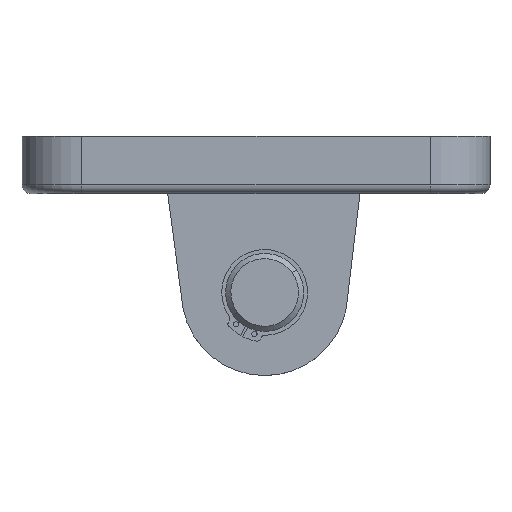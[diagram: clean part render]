
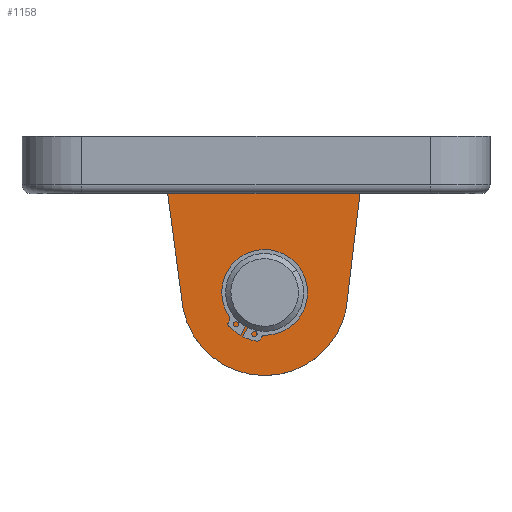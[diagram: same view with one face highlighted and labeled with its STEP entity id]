
A CAD part, front view. The second image highlights one B-rep face of the part: STEP entity #1158.
In plain terms, the highlighted planar face has unit normal (0, -1, 0).
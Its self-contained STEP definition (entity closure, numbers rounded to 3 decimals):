
#138 = FACE_OUTER_BOUND ( 'NONE', #1998, .T. ) ;
#141 = FACE_BOUND ( 'NONE', #2574, .T. ) ;
#202 = LINE ( 'NONE', #2097, #215 ) ;
#214 = VECTOR ( 'NONE', #2114, 1000. ) ;
#215 = VECTOR ( 'NONE', #2120, 1000. ) ;
#216 = LINE ( 'NONE', #2113, #214 ) ;
#219 = CIRCLE ( 'NONE', #1385, 32. ) ;
#227 = CIRCLE ( 'NONE', #1390, 15. ) ;
#391 = CIRCLE ( 'NONE', #1445, 32. ) ;
#392 = LINE ( 'NONE', #1582, #401 ) ;
#401 = VECTOR ( 'NONE', #1598, 1000. ) ;
#411 = CIRCLE ( 'NONE', #1457, 15. ) ;
#507 = VERTEX_POINT ( 'NONE', #657 ) ;
#518 = CARTESIAN_POINT ( 'NONE',  ( 93.335, 5., -53. ) ) ;
#557 = VERTEX_POINT ( 'NONE', #746 ) ;
#559 = CARTESIAN_POINT ( 'NONE',  ( 124.712, 5., -44.283 ) ) ;
#603 = CARTESIAN_POINT ( 'NONE',  ( 61.933, 5., -44.157 ) ) ;
#605 = CARTESIAN_POINT ( 'NONE',  ( 93.335, 5., -70. ) ) ;
#657 = CARTESIAN_POINT ( 'NONE',  ( 56.018, 5., 0. ) ) ;
#746 = CARTESIAN_POINT ( 'NONE',  ( 129.982, 5., 0. ) ) ;
#747 = VERTEX_POINT ( 'NONE', #834 ) ;
#788 = VERTEX_POINT ( 'NONE', #518 ) ;
#834 = CARTESIAN_POINT ( 'NONE',  ( 93.335, 5., -23. ) ) ;
#835 = VERTEX_POINT ( 'NONE', #559 ) ;
#851 = VERTEX_POINT ( 'NONE', #605 ) ;
#854 = VERTEX_POINT ( 'NONE', #603 ) ;
#1158 = ADVANCED_FACE ( 'NONE', ( #138, #141 ), #2704, .F. ) ;
#1230 = EDGE_CURVE ( 'NONE', #854, #507, #202, .T. ) ;
#1231 = EDGE_CURVE ( 'NONE', #835, #851, #219, .T. ) ;
#1232 = EDGE_CURVE ( 'NONE', #557, #835, #216, .T. ) ;
#1237 = EDGE_CURVE ( 'NONE', #747, #788, #227, .T. ) ;
#1356 = AXIS2_PLACEMENT_3D ( 'NONE', #2706, #2705, #2690 ) ;
#1385 = AXIS2_PLACEMENT_3D ( 'NONE', #2122, #2118, #2115 ) ;
#1390 = AXIS2_PLACEMENT_3D ( 'NONE', #2078, #2074, #2072 ) ;
#1445 = AXIS2_PLACEMENT_3D ( 'NONE', #1564, #1569, #1570 ) ;
#1457 = AXIS2_PLACEMENT_3D ( 'NONE', #1601, #1618, #1617 ) ;
#1564 = CARTESIAN_POINT ( 'NONE',  ( 93.335, 5., -38. ) ) ;
#1569 = DIRECTION ( 'NONE',  ( 0., 1., 0. ) ) ;
#1570 = DIRECTION ( 'NONE',  ( 0., 0., 1. ) ) ;
#1582 = CARTESIAN_POINT ( 'NONE',  ( 56.018, 5., 0. ) ) ;
#1598 = DIRECTION ( 'NONE',  ( 1., 0., 0. ) ) ;
#1601 = CARTESIAN_POINT ( 'NONE',  ( 93.335, 5., -38. ) ) ;
#1617 = DIRECTION ( 'NONE',  ( 0., 0., 1. ) ) ;
#1618 = DIRECTION ( 'NONE',  ( 0., 1., 0. ) ) ;
#1898 = ORIENTED_EDGE ( 'NONE', *, *, #1232, .F. ) ;
#1906 = ORIENTED_EDGE ( 'NONE', *, *, #2724, .F. ) ;
#1966 = ORIENTED_EDGE ( 'NONE', *, *, #2738, .T. ) ;
#1998 = EDGE_LOOP ( 'NONE', ( #2218, #1898, #2200, #2159, #1906 ) ) ;
#2072 = DIRECTION ( 'NONE',  ( 0., 0., 1. ) ) ;
#2074 = DIRECTION ( 'NONE',  ( 0., 1., 0. ) ) ;
#2078 = CARTESIAN_POINT ( 'NONE',  ( 93.335, 5., -38. ) ) ;
#2097 = CARTESIAN_POINT ( 'NONE',  ( 56.018, 5., 0. ) ) ;
#2113 = CARTESIAN_POINT ( 'NONE',  ( 129.982, 5., 0. ) ) ;
#2114 = DIRECTION ( 'NONE',  ( -0.118, 0., -0.993 ) ) ;
#2115 = DIRECTION ( 'NONE',  ( 0., 0., 1. ) ) ;
#2118 = DIRECTION ( 'NONE',  ( 0., 1., 0. ) ) ;
#2120 = DIRECTION ( 'NONE',  ( -0.133, 0., 0.991 ) ) ;
#2122 = CARTESIAN_POINT ( 'NONE',  ( 93.335, 5., -38. ) ) ;
#2159 = ORIENTED_EDGE ( 'NONE', *, *, #1230, .F. ) ;
#2184 = ORIENTED_EDGE ( 'NONE', *, *, #1237, .T. ) ;
#2200 = ORIENTED_EDGE ( 'NONE', *, *, #2732, .F. ) ;
#2218 = ORIENTED_EDGE ( 'NONE', *, *, #1231, .F. ) ;
#2574 = EDGE_LOOP ( 'NONE', ( #1966, #2184 ) ) ;
#2690 = DIRECTION ( 'NONE',  ( 0., 0., 1. ) ) ;
#2704 = PLANE ( 'NONE',  #1356 ) ;
#2705 = DIRECTION ( 'NONE',  ( 0., 1., 0. ) ) ;
#2706 = CARTESIAN_POINT ( 'NONE',  ( 93.335, 5., -38. ) ) ;
#2724 = EDGE_CURVE ( 'NONE', #851, #854, #391, .T. ) ;
#2732 = EDGE_CURVE ( 'NONE', #507, #557, #392, .T. ) ;
#2738 = EDGE_CURVE ( 'NONE', #788, #747, #411, .T. ) ;
